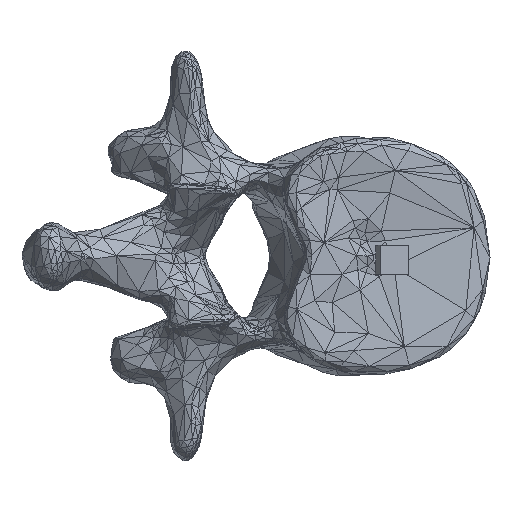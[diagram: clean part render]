
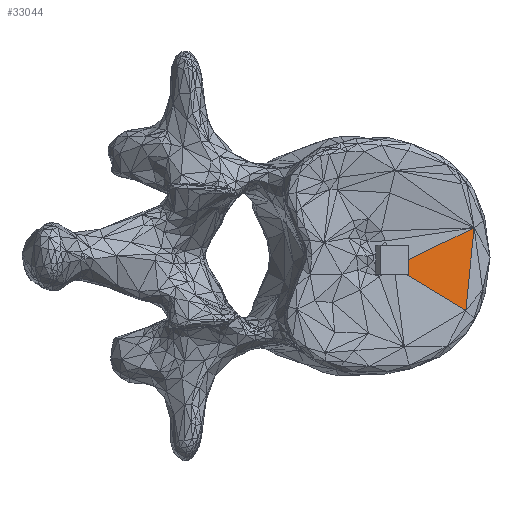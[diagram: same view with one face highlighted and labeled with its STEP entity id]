
A CAD part, left-side view. The second image highlights one B-rep face of the part: STEP entity #33044.
In plain terms, the highlighted planar face has unit normal (-0.979, -0.202, 0.032).
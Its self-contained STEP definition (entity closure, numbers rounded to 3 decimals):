
#28=FACE_OUTER_BOUND('',#3015,.T.);
#3015=EDGE_LOOP('',(#21104,#21105,#21106,#21107));
#6038=LINE('',#49603,#10545);
#6039=LINE('',#49607,#10546);
#6040=LINE('',#49609,#10547);
#6041=LINE('',#49610,#10548);
#10545=VECTOR('',#39094,10.);
#10546=VECTOR('',#39099,14.57);
#10547=VECTOR('',#39100,14.247);
#10548=VECTOR('',#39101,15.558);
#15040=VERTEX_POINT('',#49598);
#15041=VERTEX_POINT('',#49601);
#15042=VERTEX_POINT('',#49606);
#15043=VERTEX_POINT('',#49608);
#16572=EDGE_CURVE('',#15040,#15041,#6038,.T.);
#16573=EDGE_CURVE('',#15041,#15042,#6039,.T.);
#16574=EDGE_CURVE('',#15043,#15042,#6040,.T.);
#16575=EDGE_CURVE('',#15043,#15040,#6041,.T.);
#21104=ORIENTED_EDGE('',*,*,#16572,.T.);
#21105=ORIENTED_EDGE('',*,*,#16573,.T.);
#21106=ORIENTED_EDGE('',*,*,#16574,.F.);
#21107=ORIENTED_EDGE('',*,*,#16575,.T.);
#30057=PLANE('',#36045);
#33044=ADVANCED_FACE('',(#28),#30057,.F.);
#36045=AXIS2_PLACEMENT_3D('',#49605,#39097,#39098);
#39094=DIRECTION('',(-0.032,-0.007,-0.999));
#39097=DIRECTION('center_axis',(0.979,0.202,-0.032));
#39098=DIRECTION('ref_axis',(-0.033,0.,-0.999));
#39099=DIRECTION('',(0.157,-0.844,-0.513));
#39100=DIRECTION('',(-0.053,0.1,-0.994));
#39101=DIRECTION('',(-0.196,0.881,-0.43));
#49598=CARTESIAN_POINT('',(1043.112,-94.848,-0.306));
#49601=CARTESIAN_POINT('',(1043.049,-94.862,-2.294));
#49603=CARTESIAN_POINT('',(1042.651,-94.951,-14.919));
#49605=CARTESIAN_POINT('Origin',(980.744,202.331,-32.386));
#49606=CARTESIAN_POINT('',(1045.,-105.337,-8.66));
#49607=CARTESIAN_POINT('',(1042.71,-93.04,-1.187));
#49608=CARTESIAN_POINT('',(1045.76,-106.755,5.497));
#49609=CARTESIAN_POINT('',(1045.76,-106.755,5.497));
#49610=CARTESIAN_POINT('',(1045.76,-106.755,5.497));
